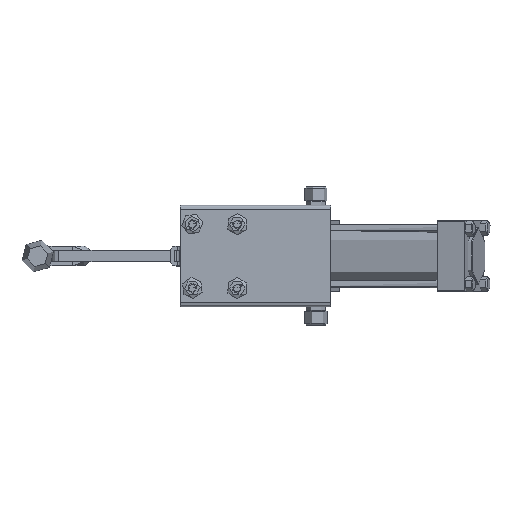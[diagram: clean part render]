
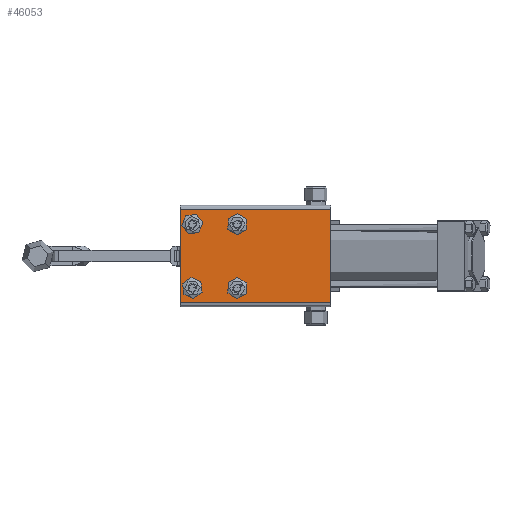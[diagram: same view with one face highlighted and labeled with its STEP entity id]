
A CAD part, front view. The second image highlights one B-rep face of the part: STEP entity #46053.
In plain terms, the highlighted planar face has unit normal (0, -1, 0).
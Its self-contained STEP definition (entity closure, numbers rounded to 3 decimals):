
#1332 = ORIENTED_EDGE ( 'NONE', *, *, #54828, .T. ) ;
#1935 = VERTEX_POINT ( 'NONE', #33600 ) ;
#2308 = VECTOR ( 'NONE', #20421, 1000. ) ;
#2831 = EDGE_LOOP ( 'NONE', ( #30170, #38357 ) ) ;
#3772 = VERTEX_POINT ( 'NONE', #58200 ) ;
#3825 = ORIENTED_EDGE ( 'NONE', *, *, #19459, .T. ) ;
#4207 = VERTEX_POINT ( 'NONE', #69924 ) ;
#4228 = LINE ( 'NONE', #56733, #2308 ) ;
#4900 = VERTEX_POINT ( 'NONE', #40801 ) ;
#5315 = DIRECTION ( 'NONE',  ( 0., 1., 0. ) ) ;
#5399 = DIRECTION ( 'NONE',  ( 0., 1., 0. ) ) ;
#5612 = CIRCLE ( 'NONE', #35023, 4.35 ) ;
#5679 = CARTESIAN_POINT ( 'NONE',  ( -87.789, -65.04, 58.65 ) ) ;
#5819 = FACE_BOUND ( 'NONE', #2831, .T. ) ;
#7533 = VERTEX_POINT ( 'NONE', #55387 ) ;
#10092 = DIRECTION ( 'NONE',  ( 0., 1., 0. ) ) ;
#10477 = LINE ( 'NONE', #32495, #56980 ) ;
#10510 = VECTOR ( 'NONE', #20652, 1000. ) ;
#11832 = DIRECTION ( 'NONE',  ( 0., 0., 1. ) ) ;
#12723 = EDGE_CURVE ( 'NONE', #55227, #35962, #49321, .T. ) ;
#13784 = EDGE_CURVE ( 'NONE', #4900, #4207, #33123, .T. ) ;
#15187 = CARTESIAN_POINT ( 'NONE',  ( -83.439, -65.04, 13.35 ) ) ;
#15577 = VECTOR ( 'NONE', #78895, 1000. ) ;
#16002 = AXIS2_PLACEMENT_3D ( 'NONE', #35047, #77654, #41158 ) ;
#16816 = EDGE_LOOP ( 'NONE', ( #36344, #73405 ) ) ;
#17995 = VERTEX_POINT ( 'NONE', #67207 ) ;
#19174 = CIRCLE ( 'NONE', #16002, 4.35 ) ;
#19459 = EDGE_CURVE ( 'NONE', #41534, #49564, #58402, .T. ) ;
#19669 = DIRECTION ( 'NONE',  ( 0., 1., 0. ) ) ;
#19924 = VERTEX_POINT ( 'NONE', #67118 ) ;
#20098 = FACE_OUTER_BOUND ( 'NONE', #59479, .T. ) ;
#20146 = ORIENTED_EDGE ( 'NONE', *, *, #51150, .T. ) ;
#20421 = DIRECTION ( 'NONE',  ( 0., 0., -1. ) ) ;
#20652 = DIRECTION ( 'NONE',  ( 1., 0., 0. ) ) ;
#21132 = CARTESIAN_POINT ( 'NONE',  ( -87.789, -65.04, 13.35 ) ) ;
#21219 = DIRECTION ( 'NONE',  ( 0., 0., 1. ) ) ;
#23395 = CARTESIAN_POINT ( 'NONE',  ( -96.489, -65.04, 69. ) ) ;
#24127 = CARTESIAN_POINT ( 'NONE',  ( -96.489, -65.04, 69. ) ) ;
#24443 = CARTESIAN_POINT ( 'NONE',  ( -55.989, -65.04, 58.65 ) ) ;
#26165 = ORIENTED_EDGE ( 'NONE', *, *, #13784, .T. ) ;
#27203 = DIRECTION ( 'NONE',  ( 0., 0., 1. ) ) ;
#28454 = CIRCLE ( 'NONE', #50468, 4.35 ) ;
#28568 = LINE ( 'NONE', #32532, #10510 ) ;
#28973 = ORIENTED_EDGE ( 'NONE', *, *, #41009, .F. ) ;
#29437 = AXIS2_PLACEMENT_3D ( 'NONE', #41685, #5315, #47766 ) ;
#30170 = ORIENTED_EDGE ( 'NONE', *, *, #56370, .T. ) ;
#30477 = EDGE_LOOP ( 'NONE', ( #20146, #3825 ) ) ;
#30512 = DIRECTION ( 'NONE',  ( 0., 0., 1. ) ) ;
#32495 = CARTESIAN_POINT ( 'NONE',  ( -96.489, -65.04, 72. ) ) ;
#32532 = CARTESIAN_POINT ( 'NONE',  ( 10.311, -65.04, 3. ) ) ;
#33123 = CIRCLE ( 'NONE', #66010, 4.35 ) ;
#33600 = CARTESIAN_POINT ( 'NONE',  ( -96.489, -65.04, 3. ) ) ;
#35023 = AXIS2_PLACEMENT_3D ( 'NONE', #21132, #63608, #27203 ) ;
#35047 = CARTESIAN_POINT ( 'NONE',  ( -55.989, -65.04, 13.35 ) ) ;
#35432 = CARTESIAN_POINT ( 'NONE',  ( -60.339, -65.04, 58.65 ) ) ;
#35962 = VERTEX_POINT ( 'NONE', #35432 ) ;
#35995 = CARTESIAN_POINT ( 'NONE',  ( -92.139, -65.04, 13.35 ) ) ;
#36207 = FACE_BOUND ( 'NONE', #37379, .T. ) ;
#36344 = ORIENTED_EDGE ( 'NONE', *, *, #55668, .T. ) ;
#37379 = EDGE_LOOP ( 'NONE', ( #26165, #74249 ) ) ;
#38357 = ORIENTED_EDGE ( 'NONE', *, *, #45612, .T. ) ;
#39126 = DIRECTION ( 'NONE',  ( 0., 0., -1. ) ) ;
#40801 = CARTESIAN_POINT ( 'NONE',  ( -92.139, -65.04, 58.65 ) ) ;
#41009 = EDGE_CURVE ( 'NONE', #3772, #7533, #4228, .T. ) ;
#41158 = DIRECTION ( 'NONE',  ( 0., 0., 1. ) ) ;
#41534 = VERTEX_POINT ( 'NONE', #15187 ) ;
#41685 = CARTESIAN_POINT ( 'NONE',  ( -87.789, -65.04, 13.35 ) ) ;
#41697 = VERTEX_POINT ( 'NONE', #23395 ) ;
#41764 = CARTESIAN_POINT ( 'NONE',  ( -55.989, -65.04, 13.35 ) ) ;
#43813 = FACE_BOUND ( 'NONE', #16816, .T. ) ;
#45289 = CARTESIAN_POINT ( 'NONE',  ( 10.311, -65.04, 72. ) ) ;
#45612 = EDGE_CURVE ( 'NONE', #19924, #17995, #19174, .T. ) ;
#45806 = ORIENTED_EDGE ( 'NONE', *, *, #61161, .T. ) ;
#46053 = ADVANCED_FACE ( 'NONE', ( #36207, #43813, #5819, #52371, #20098 ), #69577, .F. ) ;
#46385 = CARTESIAN_POINT ( 'NONE',  ( -55.989, -65.04, 58.65 ) ) ;
#46978 = AXIS2_PLACEMENT_3D ( 'NONE', #45289, #57559, #21219 ) ;
#47766 = DIRECTION ( 'NONE',  ( 0., 0., 1. ) ) ;
#47852 = DIRECTION ( 'NONE',  ( 0., 0., 1. ) ) ;
#48006 = EDGE_CURVE ( 'NONE', #1935, #7533, #28568, .T. ) ;
#48116 = DIRECTION ( 'NONE',  ( 0., 1., 0. ) ) ;
#49321 = CIRCLE ( 'NONE', #67964, 4.35 ) ;
#49564 = VERTEX_POINT ( 'NONE', #35995 ) ;
#50468 = AXIS2_PLACEMENT_3D ( 'NONE', #46385, #10092, #52510 ) ;
#51150 = EDGE_CURVE ( 'NONE', #49564, #41534, #5612, .T. ) ;
#52371 = FACE_BOUND ( 'NONE', #30477, .T. ) ;
#52510 = DIRECTION ( 'NONE',  ( 0., 0., 1. ) ) ;
#53957 = ORIENTED_EDGE ( 'NONE', *, *, #48006, .T. ) ;
#54828 = EDGE_CURVE ( 'NONE', #41697, #1935, #10477, .T. ) ;
#55227 = VERTEX_POINT ( 'NONE', #60618 ) ;
#55387 = CARTESIAN_POINT ( 'NONE',  ( 10.311, -65.04, 3. ) ) ;
#55668 = EDGE_CURVE ( 'NONE', #35962, #55227, #28454, .T. ) ;
#56008 = CARTESIAN_POINT ( 'NONE',  ( -87.789, -65.04, 58.65 ) ) ;
#56370 = EDGE_CURVE ( 'NONE', #17995, #19924, #69405, .T. ) ;
#56733 = CARTESIAN_POINT ( 'NONE',  ( 10.311, -65.04, 72. ) ) ;
#56980 = VECTOR ( 'NONE', #39126, 1000. ) ;
#57559 = DIRECTION ( 'NONE',  ( 0., 1., 0. ) ) ;
#58200 = CARTESIAN_POINT ( 'NONE',  ( 10.311, -65.04, 69. ) ) ;
#58402 = CIRCLE ( 'NONE', #29437, 4.35 ) ;
#59479 = EDGE_LOOP ( 'NONE', ( #1332, #53957, #28973, #45806 ) ) ;
#60618 = CARTESIAN_POINT ( 'NONE',  ( -51.639, -65.04, 58.65 ) ) ;
#61161 = EDGE_CURVE ( 'NONE', #3772, #41697, #64018, .T. ) ;
#62169 = DIRECTION ( 'NONE',  ( 0., 0., 1. ) ) ;
#63608 = DIRECTION ( 'NONE',  ( 0., 1., 0. ) ) ;
#63704 = CIRCLE ( 'NONE', #72829, 4.35 ) ;
#64018 = LINE ( 'NONE', #24127, #15577 ) ;
#66010 = AXIS2_PLACEMENT_3D ( 'NONE', #5679, #48116, #11832 ) ;
#66931 = DIRECTION ( 'NONE',  ( 0., 1., 0. ) ) ;
#67118 = CARTESIAN_POINT ( 'NONE',  ( -51.639, -65.04, 13.35 ) ) ;
#67207 = CARTESIAN_POINT ( 'NONE',  ( -60.339, -65.04, 13.35 ) ) ;
#67873 = AXIS2_PLACEMENT_3D ( 'NONE', #41764, #5399, #47852 ) ;
#67964 = AXIS2_PLACEMENT_3D ( 'NONE', #24443, #66931, #30512 ) ;
#69405 = CIRCLE ( 'NONE', #67873, 4.35 ) ;
#69577 = PLANE ( 'NONE',  #46978 ) ;
#69924 = CARTESIAN_POINT ( 'NONE',  ( -83.439, -65.04, 58.65 ) ) ;
#72829 = AXIS2_PLACEMENT_3D ( 'NONE', #56008, #19669, #62169 ) ;
#73405 = ORIENTED_EDGE ( 'NONE', *, *, #12723, .T. ) ;
#74249 = ORIENTED_EDGE ( 'NONE', *, *, #78889, .T. ) ;
#77654 = DIRECTION ( 'NONE',  ( 0., 1., 0. ) ) ;
#78889 = EDGE_CURVE ( 'NONE', #4207, #4900, #63704, .T. ) ;
#78895 = DIRECTION ( 'NONE',  ( -1., 0., 0. ) ) ;
